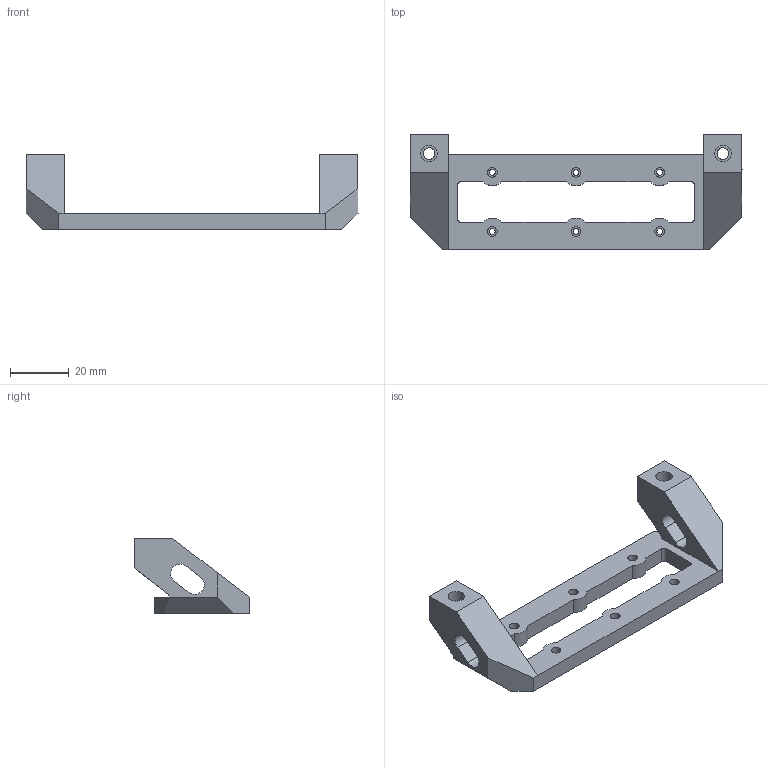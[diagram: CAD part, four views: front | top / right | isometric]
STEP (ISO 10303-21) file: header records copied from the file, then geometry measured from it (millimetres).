
FILE_DESCRIPTION(/* description */ (''),/* implementation_level */ '2;1');
FILE_NAME(/* name */ 'IR_sensor_attachment.step',/* time_stamp */ '2023-06-02T22:17:15+02:00',/* author */ (''),/* organization */ (''),/* preprocessor_version */ 'ST-DEVELOPER v19.2',/* originating_system */ 'Autodesk Translation Framework v12.4.0.73',/* authorisation */ '');
FILE_SCHEMA (('AUTOMOTIVE_DESIGN { 1 0 10303 214 3 1 1 }'));
Length unit declared in the file: millimetre
Products named in the file (1): IR_sensor_attachment (v5~recovered)
Bounding box: 113 x 39.15 x 25.5 mm (x, y, z)
Volume: 21483.6 mm3; surface area: 11363.9 mm2
Topology: 1 solids, 1 shells, 76 faces, 192 edges, 126 vertices
Faces by surface type: plane 46, cylinder 26, bspline 4
Full cylindrical faces by diameter (mm): 2 x6, 3.3 x6, 4 x2, 5.6 x2
Entity records: 2661 total; most frequent: CARTESIAN_POINT 743, ORIENTED_EDGE 384, DIRECTION 374, EDGE_CURVE 192, VERTEX_POINT 126, AXIS2_PLACEMENT_3D 125, LINE 124, VECTOR 124
